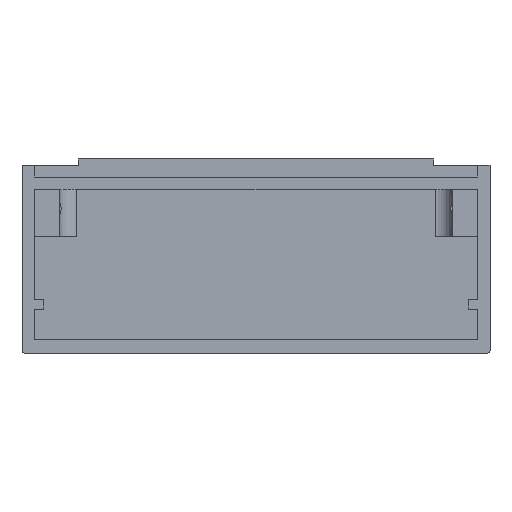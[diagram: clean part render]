
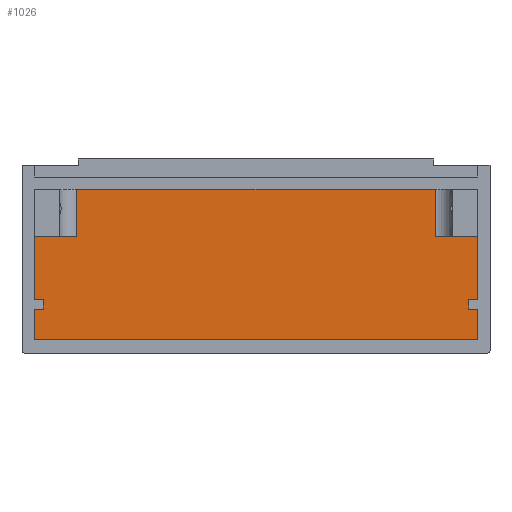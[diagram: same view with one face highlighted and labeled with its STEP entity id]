
A CAD part, top view. The second image highlights one B-rep face of the part: STEP entity #1026.
In plain terms, the highlighted planar face has unit normal (0, 0, 1).
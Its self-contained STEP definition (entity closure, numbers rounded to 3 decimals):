
#38=FACE_OUTER_BOUND('',#92,.T.);
#92=EDGE_LOOP('',(#731,#732,#733,#734,#735,#736,#737,#738,#739,#740,#741,
#742,#743,#744,#745,#746));
#176=LINE('',#1531,#310);
#177=LINE('',#1562,#311);
#178=LINE('',#1565,#312);
#179=LINE('',#1567,#313);
#180=LINE('',#1569,#314);
#181=LINE('',#1571,#315);
#182=LINE('',#1573,#316);
#183=LINE('',#1575,#317);
#184=LINE('',#1577,#318);
#185=LINE('',#1579,#319);
#186=LINE('',#1581,#320);
#187=LINE('',#1583,#321);
#188=LINE('',#1585,#322);
#189=LINE('',#1587,#323);
#190=LINE('',#1589,#324);
#191=LINE('',#1590,#325);
#310=VECTOR('',#1215,10.);
#311=VECTOR('',#1222,10.);
#312=VECTOR('',#1227,10.);
#313=VECTOR('',#1228,10.);
#314=VECTOR('',#1229,10.);
#315=VECTOR('',#1230,2.2);
#316=VECTOR('',#1231,2.2);
#317=VECTOR('',#1232,2.2);
#318=VECTOR('',#1233,10.);
#319=VECTOR('',#1234,103.4);
#320=VECTOR('',#1235,10.);
#321=VECTOR('',#1236,2.2);
#322=VECTOR('',#1237,2.2);
#323=VECTOR('',#1238,2.2);
#324=VECTOR('',#1239,10.);
#325=VECTOR('',#1240,10.);
#460=VERTEX_POINT('',#1528);
#461=VERTEX_POINT('',#1530);
#463=VERTEX_POINT('',#1559);
#464=VERTEX_POINT('',#1561);
#465=VERTEX_POINT('',#1566);
#466=VERTEX_POINT('',#1568);
#467=VERTEX_POINT('',#1570);
#468=VERTEX_POINT('',#1572);
#469=VERTEX_POINT('',#1574);
#470=VERTEX_POINT('',#1576);
#471=VERTEX_POINT('',#1578);
#472=VERTEX_POINT('',#1580);
#473=VERTEX_POINT('',#1582);
#474=VERTEX_POINT('',#1584);
#475=VERTEX_POINT('',#1586);
#476=VERTEX_POINT('',#1588);
#565=EDGE_CURVE('',#460,#461,#176,.T.);
#570=EDGE_CURVE('',#463,#464,#177,.T.);
#572=EDGE_CURVE('',#464,#460,#178,.T.);
#573=EDGE_CURVE('',#463,#465,#179,.T.);
#574=EDGE_CURVE('',#465,#466,#180,.F.);
#575=EDGE_CURVE('',#467,#466,#181,.T.);
#576=EDGE_CURVE('',#468,#467,#182,.T.);
#577=EDGE_CURVE('',#469,#468,#183,.T.);
#578=EDGE_CURVE('',#469,#470,#184,.F.);
#579=EDGE_CURVE('',#470,#471,#185,.T.);
#580=EDGE_CURVE('',#471,#472,#186,.F.);
#581=EDGE_CURVE('',#473,#472,#187,.T.);
#582=EDGE_CURVE('',#474,#473,#188,.T.);
#583=EDGE_CURVE('',#475,#474,#189,.T.);
#584=EDGE_CURVE('',#476,#475,#190,.T.);
#585=EDGE_CURVE('',#476,#461,#191,.T.);
#731=ORIENTED_EDGE('',*,*,#565,.F.);
#732=ORIENTED_EDGE('',*,*,#572,.F.);
#733=ORIENTED_EDGE('',*,*,#570,.F.);
#734=ORIENTED_EDGE('',*,*,#573,.T.);
#735=ORIENTED_EDGE('',*,*,#574,.T.);
#736=ORIENTED_EDGE('',*,*,#575,.F.);
#737=ORIENTED_EDGE('',*,*,#576,.F.);
#738=ORIENTED_EDGE('',*,*,#577,.F.);
#739=ORIENTED_EDGE('',*,*,#578,.T.);
#740=ORIENTED_EDGE('',*,*,#579,.T.);
#741=ORIENTED_EDGE('',*,*,#580,.T.);
#742=ORIENTED_EDGE('',*,*,#581,.F.);
#743=ORIENTED_EDGE('',*,*,#582,.F.);
#744=ORIENTED_EDGE('',*,*,#583,.F.);
#745=ORIENTED_EDGE('',*,*,#584,.F.);
#746=ORIENTED_EDGE('',*,*,#585,.T.);
#975=PLANE('',#1103);
#1026=ADVANCED_FACE('',(#38),#975,.T.);
#1103=AXIS2_PLACEMENT_3D('',#1564,#1225,#1226);
#1215=DIRECTION('',(0.,-1.,0.));
#1222=DIRECTION('',(0.,1.,0.));
#1225=DIRECTION('center_axis',(0.,0.,1.));
#1226=DIRECTION('ref_axis',(1.,0.,0.));
#1227=DIRECTION('',(1.,0.,0.));
#1228=DIRECTION('',(-1.,0.,0.));
#1229=DIRECTION('',(0.,1.,0.));
#1230=DIRECTION('',(-1.,0.,0.));
#1231=DIRECTION('',(0.,1.,0.));
#1232=DIRECTION('',(1.,0.,0.));
#1233=DIRECTION('',(0.,1.,0.));
#1234=DIRECTION('',(1.,0.,0.));
#1235=DIRECTION('',(0.,-1.,0.));
#1236=DIRECTION('',(1.,0.,0.));
#1237=DIRECTION('',(0.,-1.,0.));
#1238=DIRECTION('',(-1.,0.,0.));
#1239=DIRECTION('',(0.,-1.,0.));
#1240=DIRECTION('',(-1.,0.,0.));
#1528=CARTESIAN_POINT('',(126.372,72.119,5.));
#1530=CARTESIAN_POINT('',(126.372,61.119,5.));
#1531=CARTESIAN_POINT('',(126.372,33.809,5.));
#1559=CARTESIAN_POINT('',(42.972,61.119,5.));
#1561=CARTESIAN_POINT('',(42.972,72.119,5.));
#1562=CARTESIAN_POINT('',(42.972,33.809,5.));
#1564=CARTESIAN_POINT('Origin',(0.,0.,5.));
#1565=CARTESIAN_POINT('',(136.372,72.119,5.));
#1566=CARTESIAN_POINT('',(33.072,61.119,5.));
#1567=CARTESIAN_POINT('',(18.486,61.119,5.));
#1568=CARTESIAN_POINT('',(33.072,46.419,5.));
#1569=CARTESIAN_POINT('',(33.072,38.809,5.));
#1570=CARTESIAN_POINT('',(35.172,46.419,5.));
#1571=CARTESIAN_POINT('',(35.172,46.419,5.));
#1572=CARTESIAN_POINT('',(35.172,44.219,5.));
#1573=CARTESIAN_POINT('',(35.172,44.219,5.));
#1574=CARTESIAN_POINT('',(33.072,44.219,5.));
#1575=CARTESIAN_POINT('',(32.972,44.219,5.));
#1576=CARTESIAN_POINT('',(33.072,37.119,5.));
#1577=CARTESIAN_POINT('',(33.072,38.809,5.));
#1578=CARTESIAN_POINT('',(136.272,37.119,5.));
#1579=CARTESIAN_POINT('',(32.972,37.119,5.));
#1580=CARTESIAN_POINT('',(136.272,44.219,5.));
#1581=CARTESIAN_POINT('',(136.272,18.559,5.));
#1582=CARTESIAN_POINT('',(134.172,44.219,5.));
#1583=CARTESIAN_POINT('',(134.172,44.219,5.));
#1584=CARTESIAN_POINT('',(134.172,46.419,5.));
#1585=CARTESIAN_POINT('',(134.172,46.419,5.));
#1586=CARTESIAN_POINT('',(136.272,46.419,5.));
#1587=CARTESIAN_POINT('',(136.372,46.419,5.));
#1588=CARTESIAN_POINT('',(136.272,61.119,5.));
#1589=CARTESIAN_POINT('',(136.272,31.559,5.));
#1590=CARTESIAN_POINT('',(68.186,61.119,5.));
